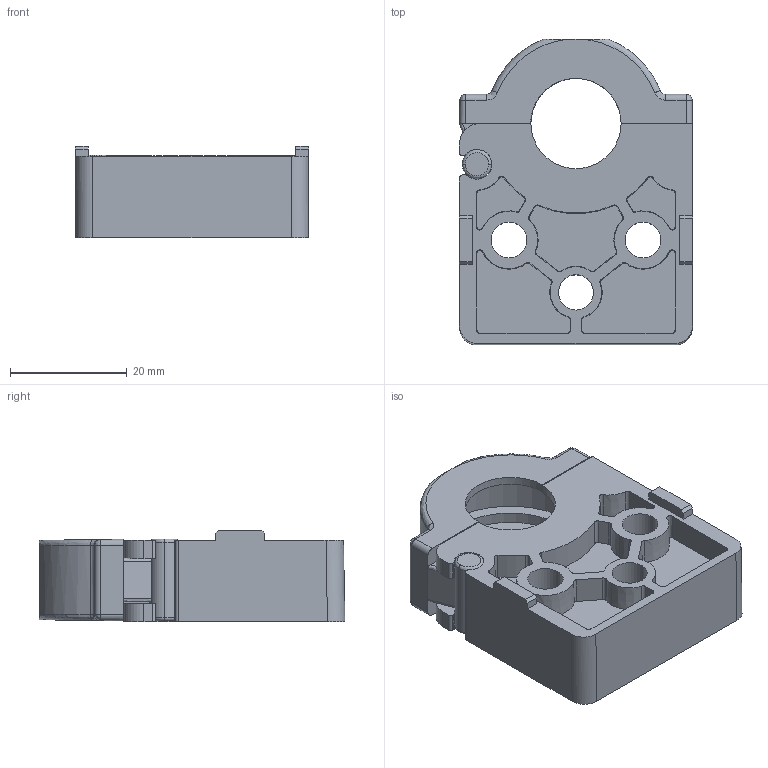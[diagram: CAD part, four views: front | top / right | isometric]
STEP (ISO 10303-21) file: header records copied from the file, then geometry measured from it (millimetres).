
FILE_DESCRIPTION (( 'STEP AP203' ), '1' );
FILE_NAME ('NPI6902.STEP', '2020-09-03T06:29:19', ( '' ), ( '' ), 'SwSTEP 2.0', 'SolidWorks 2019', '' );
FILE_SCHEMA (( 'CONFIG_CONTROL_DESIGN' ));
Length unit declared in the file: millimetre
Products named in the file (3): NPI6902上蓋組件; NPI6902基座組件; NPI6902
Assembly tree (2 placements, depth 2):
  NPI6902
    NPI6902上蓋組件
    NPI6902基座組件
Bounding box: 40 x 52.5 x 15.75 mm (x, y, z)
Volume: 12976.6 mm3; surface area: 11808.5 mm2
Topology: 2 solids, 2 shells, 289 faces, 776 edges, 504 vertices
Faces by surface type: plane 102, cone 102, cylinder 53, bspline 32
Entity records: 11265 total; most frequent: CARTESIAN_POINT 3720, ORIENTED_EDGE 1552, DIRECTION 1506, EDGE_CURVE 776, AXIS2_PLACEMENT_3D 547, VERTEX_POINT 504, VECTOR 412, LINE 412
